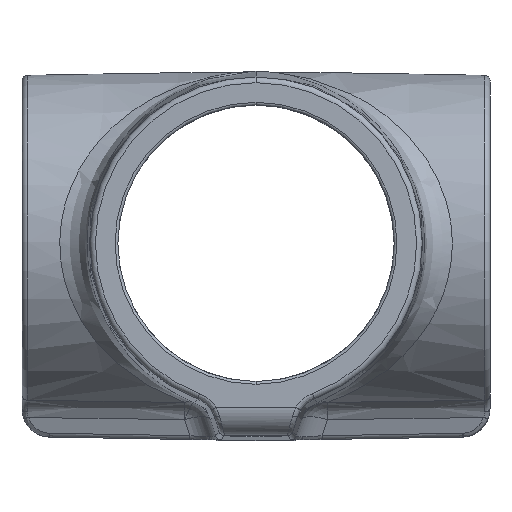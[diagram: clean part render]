
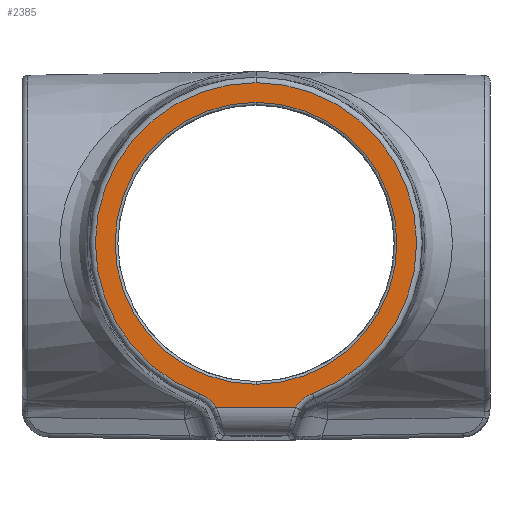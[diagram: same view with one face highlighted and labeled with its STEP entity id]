
A CAD part, front view. The second image highlights one B-rep face of the part: STEP entity #2385.
In plain terms, the highlighted planar face has unit normal (0, -1, 0).
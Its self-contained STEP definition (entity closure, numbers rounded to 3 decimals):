
#183 = CARTESIAN_POINT ( 'NONE',  ( 7.43, -59., -28.509 ) ) ;
#261 = DIRECTION ( 'NONE',  ( 0., 0., 1. ) ) ;
#271 = DIRECTION ( 'NONE',  ( 0., -1., 0. ) ) ;
#309 = VERTEX_POINT ( 'NONE', #6388 ) ;
#424 = CIRCLE ( 'NONE', #3919, 28.487 ) ;
#750 = DIRECTION ( 'NONE',  ( 0., 1., 0. ) ) ;
#758 = CARTESIAN_POINT ( 'NONE',  ( 0., -59., 0. ) ) ;
#1054 = CIRCLE ( 'NONE', #4723, 25. ) ;
#1154 = CARTESIAN_POINT ( 'NONE',  ( 7.081, -59., -29.057 ) ) ;
#1327 = B_SPLINE_CURVE_WITH_KNOTS ( 'NONE', 3,
 ( #2929, #4447, #5454, #2415, #4491, #1943, #1965, #2394 ),
 .UNSPECIFIED., .F., .F.,
 ( 4, 2, 2, 4 ),
 ( 0., 0.002, 0.003, 0.004 ),
 .UNSPECIFIED. ) ;
#1601 = AXIS2_PLACEMENT_3D ( 'NONE', #4417, #5887, #1892 ) ;
#1713 = CARTESIAN_POINT ( 'NONE',  ( 0., -59., -25. ) ) ;
#1747 = DIRECTION ( 'NONE',  ( 0., 0., 1. ) ) ;
#1892 = DIRECTION ( 'NONE',  ( 0., 0., 1. ) ) ;
#1943 = CARTESIAN_POINT ( 'NONE',  ( -7.45, -59., -28.526 ) ) ;
#1965 = CARTESIAN_POINT ( 'NONE',  ( -7.256, -59., -28.783 ) ) ;
#2027 = DIRECTION ( 'NONE',  ( 0., 1., 0. ) ) ;
#2184 = CARTESIAN_POINT ( 'NONE',  ( 8.611, -59., -27.418 ) ) ;
#2238 = CARTESIAN_POINT ( 'NONE',  ( 10.03, -59., -26.664 ) ) ;
#2332 = ORIENTED_EDGE ( 'NONE', *, *, #4441, .T. ) ;
#2346 = LINE ( 'NONE', #3219, #4599 ) ;
#2385 = ADVANCED_FACE ( 'NONE', ( #3462, #2767 ), #3236, .F. ) ;
#2394 = CARTESIAN_POINT ( 'NONE',  ( -7.081, -59., -29.057 ) ) ;
#2415 = CARTESIAN_POINT ( 'NONE',  ( -8.111, -59., -27.823 ) ) ;
#2626 = CARTESIAN_POINT ( 'NONE',  ( 9.725, -59., -26.778 ) ) ;
#2667 = ORIENTED_EDGE ( 'NONE', *, *, #6289, .T. ) ;
#2767 = FACE_OUTER_BOUND ( 'NONE', #3432, .T. ) ;
#2816 = ORIENTED_EDGE ( 'NONE', *, *, #6181, .T. ) ;
#2929 = CARTESIAN_POINT ( 'NONE',  ( -10.03, -59., -26.664 ) ) ;
#2953 = DIRECTION ( 'NONE',  ( 0., 0., 1. ) ) ;
#3152 = EDGE_CURVE ( 'NONE', #4429, #6206, #1054, .T. ) ;
#3219 = CARTESIAN_POINT ( 'NONE',  ( 6.263, -59., -29.057 ) ) ;
#3236 = PLANE ( 'NONE',  #5567 ) ;
#3432 = EDGE_LOOP ( 'NONE', ( #5531, #2816, #3910, #2667, #2332 ) ) ;
#3462 = FACE_BOUND ( 'NONE', #4938, .T. ) ;
#3664 = VERTEX_POINT ( 'NONE', #4352 ) ;
#3684 = CIRCLE ( 'NONE', #1601, 25. ) ;
#3712 = DIRECTION ( 'NONE',  ( 1., 0., 0. ) ) ;
#3910 = ORIENTED_EDGE ( 'NONE', *, *, #4572, .T. ) ;
#3919 = AXIS2_PLACEMENT_3D ( 'NONE', #758, #271, #1747 ) ;
#3938 = DIRECTION ( 'NONE',  ( 0., -1., 0. ) ) ;
#3976 = ORIENTED_EDGE ( 'NONE', *, *, #3152, .T. ) ;
#4207 = B_SPLINE_CURVE_WITH_KNOTS ( 'NONE', 3,
 ( #1154, #183, #4691, #2184, #6127, #5150, #2626, #6145 ),
 .UNSPECIFIED., .F., .F.,
 ( 4, 2, 2, 4 ),
 ( 0., 0.002, 0.003, 0.004 ),
 .UNSPECIFIED. ) ;
#4352 = CARTESIAN_POINT ( 'NONE',  ( -10.03, -59., -26.664 ) ) ;
#4417 = CARTESIAN_POINT ( 'NONE',  ( 0., -59., 0. ) ) ;
#4429 = VERTEX_POINT ( 'NONE', #4952 ) ;
#4441 = EDGE_CURVE ( 'NONE', #3664, #309, #1327, .T. ) ;
#4447 = CARTESIAN_POINT ( 'NONE',  ( -9.421, -59., -26.892 ) ) ;
#4491 = CARTESIAN_POINT ( 'NONE',  ( -7.877, -59., -28.047 ) ) ;
#4506 = DIRECTION ( 'NONE',  ( 0., 0., 1. ) ) ;
#4572 = EDGE_CURVE ( 'NONE', #5991, #4624, #4805, .T. ) ;
#4599 = VECTOR ( 'NONE', #3712, 1000. ) ;
#4624 = VERTEX_POINT ( 'NONE', #5629 ) ;
#4691 = CARTESIAN_POINT ( 'NONE',  ( 7.856, -59., -28.031 ) ) ;
#4723 = AXIS2_PLACEMENT_3D ( 'NONE', #5023, #2027, #2953 ) ;
#4805 = CIRCLE ( 'NONE', #5513, 28.487 ) ;
#4828 = ORIENTED_EDGE ( 'NONE', *, *, #5011, .T. ) ;
#4938 = EDGE_LOOP ( 'NONE', ( #3976, #4828 ) ) ;
#4952 = CARTESIAN_POINT ( 'NONE',  ( 0., -59., 25. ) ) ;
#5011 = EDGE_CURVE ( 'NONE', #6206, #4429, #3684, .T. ) ;
#5023 = CARTESIAN_POINT ( 'NONE',  ( 0., -59., 0. ) ) ;
#5150 = CARTESIAN_POINT ( 'NONE',  ( 9.434, -59., -26.915 ) ) ;
#5446 = CARTESIAN_POINT ( 'NONE',  ( 0., -59., 0. ) ) ;
#5454 = CARTESIAN_POINT ( 'NONE',  ( -8.866, -59., -27.211 ) ) ;
#5513 = AXIS2_PLACEMENT_3D ( 'NONE', #5446, #3938, #4506 ) ;
#5531 = ORIENTED_EDGE ( 'NONE', *, *, #6279, .T. ) ;
#5567 = AXIS2_PLACEMENT_3D ( 'NONE', #5824, #750, #261 ) ;
#5629 = CARTESIAN_POINT ( 'NONE',  ( 0., -59., 28.487 ) ) ;
#5824 = CARTESIAN_POINT ( 'NONE',  ( 0., -59., 0. ) ) ;
#5887 = DIRECTION ( 'NONE',  ( 0., 1., 0. ) ) ;
#5991 = VERTEX_POINT ( 'NONE', #2238 ) ;
#6127 = CARTESIAN_POINT ( 'NONE',  ( 8.878, -59., -27.235 ) ) ;
#6145 = CARTESIAN_POINT ( 'NONE',  ( 10.03, -59., -26.664 ) ) ;
#6181 = EDGE_CURVE ( 'NONE', #6217, #5991, #4207, .T. ) ;
#6206 = VERTEX_POINT ( 'NONE', #1713 ) ;
#6217 = VERTEX_POINT ( 'NONE', #6284 ) ;
#6279 = EDGE_CURVE ( 'NONE', #309, #6217, #2346, .T. ) ;
#6284 = CARTESIAN_POINT ( 'NONE',  ( 7.081, -59., -29.057 ) ) ;
#6289 = EDGE_CURVE ( 'NONE', #4624, #3664, #424, .T. ) ;
#6388 = CARTESIAN_POINT ( 'NONE',  ( -7.081, -59., -29.057 ) ) ;
